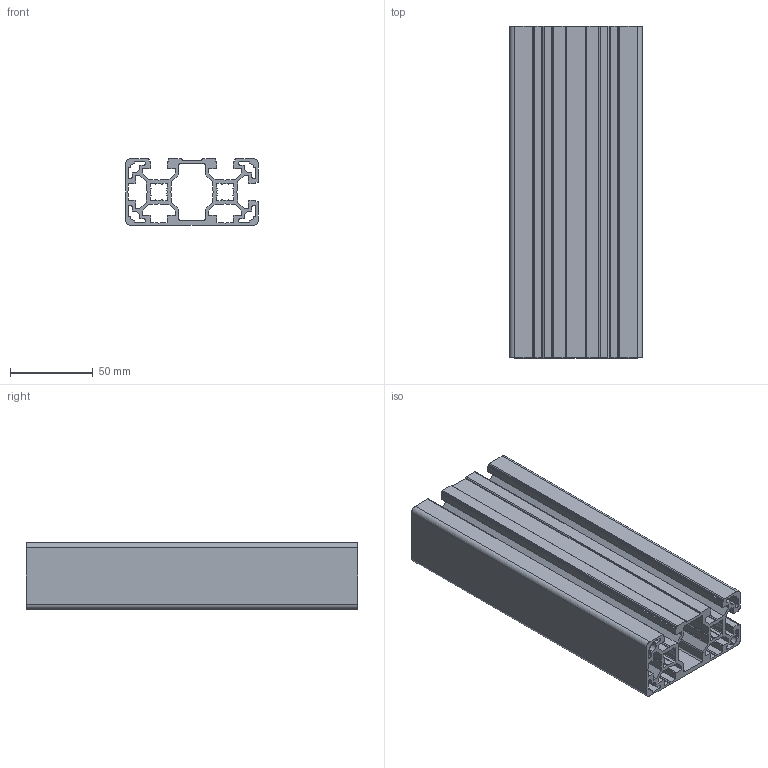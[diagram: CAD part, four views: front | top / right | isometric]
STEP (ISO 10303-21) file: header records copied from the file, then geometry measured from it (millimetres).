
FILE_DESCRIPTION(/* description */ ('Aluminiumprofil 40x80L 3NVS'),/* implementation_level */ '2;1');
FILE_NAME(/* name */ '411993654 Aluminiumprofil 40x80L 3NVS.stp',/* time_stamp */ '2019-07-02T12:52:19+02:00',/* author */ ('wheldmann'),/* organization */ (''),/* preprocessor_version */ 'ST-DEVELOPER v17.2',/* originating_system */ 'Autodesk Inventor 2019',/* authorisation */ ' ');
FILE_SCHEMA (('AUTOMOTIVE_DESIGN { 1 0 10303 214 3 1 1 }'));
Length unit declared in the file: millimetre
Products named in the file (1): 411993654
Bounding box: 80 x 200 x 40 mm (x, y, z)
Volume: 212218 mm3; surface area: 176034 mm2
Topology: 1 solids, 1 shells, 354 faces, 1056 edges, 704 vertices
Faces by surface type: plane 191, cylinder 163
Entity records: 12047 total; most frequent: CARTESIAN_POINT 2115, ORIENTED_EDGE 2112, DIRECTION 2092, EDGE_CURVE 1056, LINE 730, VECTOR 730, VERTEX_POINT 704, AXIS2_PLACEMENT_3D 681
